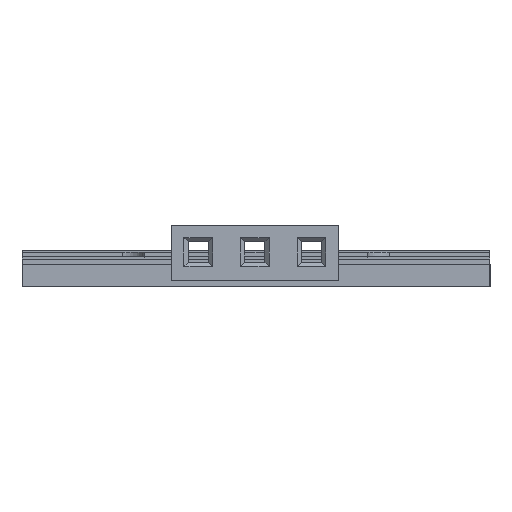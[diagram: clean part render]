
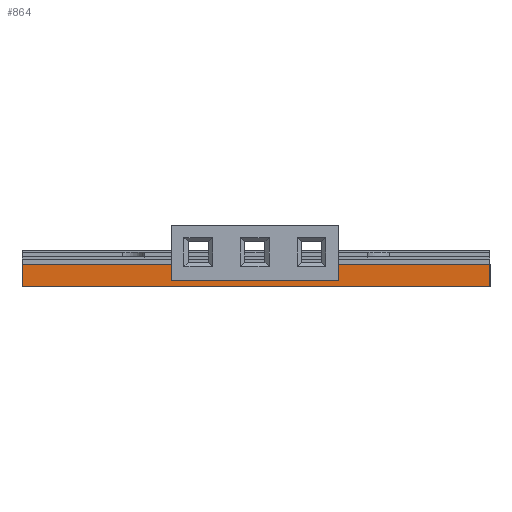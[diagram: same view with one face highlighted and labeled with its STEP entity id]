
A CAD part, left-side view. The second image highlights one B-rep face of the part: STEP entity #864.
In plain terms, the highlighted planar face has unit normal (-1, 0, 0).
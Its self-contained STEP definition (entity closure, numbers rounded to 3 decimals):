
#556 = LINE ( 'NONE', #2433, #4954 ) ;
#678 = LINE ( 'NONE', #2804, #2964 ) ;
#709 = EDGE_CURVE ( 'NONE', #4156, #870, #1748, .T. ) ;
#864 = ADVANCED_FACE ( 'NONE', ( #3577 ), #2135, .T. ) ;
#870 = VERTEX_POINT ( 'NONE', #1694 ) ;
#889 = DIRECTION ( 'NONE',  ( 0., -1., 0. ) ) ;
#1087 = AXIS2_PLACEMENT_3D ( 'NONE', #4688, #2727, #889 ) ;
#1162 = EDGE_CURVE ( 'NONE', #4156, #4866, #5111, .T. ) ;
#1350 = DIRECTION ( 'NONE',  ( 0., -1., 0. ) ) ;
#1694 = CARTESIAN_POINT ( 'NONE',  ( 40., -5.5, -1.36 ) ) ;
#1748 = LINE ( 'NONE', #2500, #4031 ) ;
#1889 = CARTESIAN_POINT ( 'NONE',  ( 40., 15.5, -0.36 ) ) ;
#2135 = PLANE ( 'NONE',  #1087 ) ;
#2433 = CARTESIAN_POINT ( 'NONE',  ( 40., 15.5, -0.36 ) ) ;
#2500 = CARTESIAN_POINT ( 'NONE',  ( 40., 15.5, -1.36 ) ) ;
#2537 = VERTEX_POINT ( 'NONE', #3586 ) ;
#2641 = EDGE_CURVE ( 'NONE', #870, #2537, #678, .T. ) ;
#2727 = DIRECTION ( 'NONE',  ( -1., 0., 0. ) ) ;
#2804 = CARTESIAN_POINT ( 'NONE',  ( 40., -5.5, -1.36 ) ) ;
#2964 = VECTOR ( 'NONE', #3659, 1000. ) ;
#3272 = ORIENTED_EDGE ( 'NONE', *, *, #1162, .F. ) ;
#3293 = CARTESIAN_POINT ( 'NONE',  ( 40., 15.5, -1.36 ) ) ;
#3509 = ORIENTED_EDGE ( 'NONE', *, *, #3847, .F. ) ;
#3577 = FACE_OUTER_BOUND ( 'NONE', #5314, .T. ) ;
#3586 = CARTESIAN_POINT ( 'NONE',  ( 40., -5.5, -0.36 ) ) ;
#3659 = DIRECTION ( 'NONE',  ( 0., 0., 1. ) ) ;
#3847 = EDGE_CURVE ( 'NONE', #4866, #2537, #556, .T. ) ;
#4031 = VECTOR ( 'NONE', #1350, 1000. ) ;
#4156 = VERTEX_POINT ( 'NONE', #4969 ) ;
#4280 = DIRECTION ( 'NONE',  ( 0., -1., 0. ) ) ;
#4597 = DIRECTION ( 'NONE',  ( 0., 0., 1. ) ) ;
#4688 = CARTESIAN_POINT ( 'NONE',  ( 40., 15.5, -1.36 ) ) ;
#4795 = ORIENTED_EDGE ( 'NONE', *, *, #2641, .T. ) ;
#4866 = VERTEX_POINT ( 'NONE', #1889 ) ;
#4954 = VECTOR ( 'NONE', #4280, 1000. ) ;
#4969 = CARTESIAN_POINT ( 'NONE',  ( 40., 15.5, -1.36 ) ) ;
#4973 = VECTOR ( 'NONE', #4597, 1000. ) ;
#5111 = LINE ( 'NONE', #3293, #4973 ) ;
#5314 = EDGE_LOOP ( 'NONE', ( #3509, #3272, #5533, #4795 ) ) ;
#5533 = ORIENTED_EDGE ( 'NONE', *, *, #709, .T. ) ;
